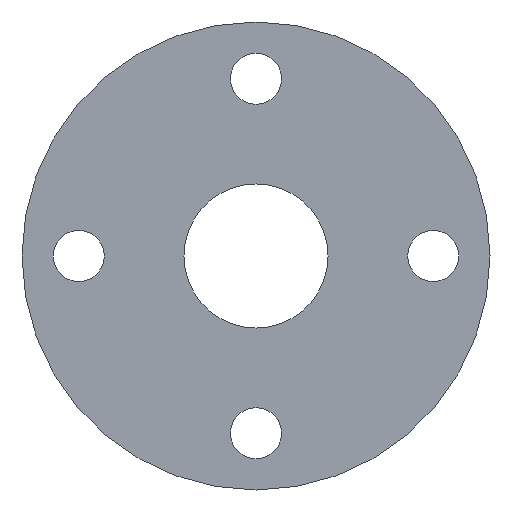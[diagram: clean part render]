
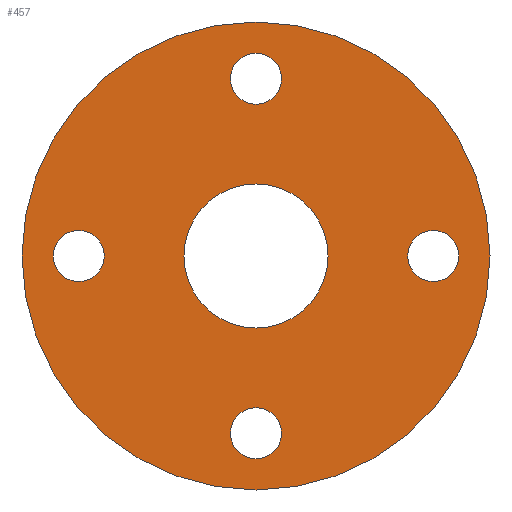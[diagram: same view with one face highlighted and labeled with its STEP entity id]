
A CAD part, front view. The second image highlights one B-rep face of the part: STEP entity #457.
In plain terms, the highlighted planar face has unit normal (0, -1, 0).
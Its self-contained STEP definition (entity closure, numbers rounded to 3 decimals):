
#2 = ORIENTED_EDGE ( 'NONE', *, *, #229, .T. ) ;
#9 = DIRECTION ( 'NONE',  ( 0., 0., -1. ) ) ;
#11 = CARTESIAN_POINT ( 'NONE',  ( 0., 0., 0. ) ) ;
#17 = DIRECTION ( 'NONE',  ( 0., 0., 1. ) ) ;
#21 = EDGE_LOOP ( 'NONE', ( #226, #533 ) ) ;
#23 = DIRECTION ( 'NONE',  ( 0., 1., 0. ) ) ;
#27 = DIRECTION ( 'NONE',  ( 0., 0., -1. ) ) ;
#51 = EDGE_CURVE ( 'NONE', #311, #522, #461, .T. ) ;
#60 = CIRCLE ( 'NONE', #436, 9. ) ;
#75 = CARTESIAN_POINT ( 'NONE',  ( -62.5, 0., -9. ) ) ;
#86 = ORIENTED_EDGE ( 'NONE', *, *, #51, .F. ) ;
#88 = CIRCLE ( 'NONE', #348, 82.5 ) ;
#89 = CARTESIAN_POINT ( 'NONE',  ( 0., 0., -53.5 ) ) ;
#90 = ORIENTED_EDGE ( 'NONE', *, *, #395, .T. ) ;
#91 = EDGE_CURVE ( 'NONE', #522, #311, #521, .T. ) ;
#93 = EDGE_CURVE ( 'NONE', #231, #319, #493, .T. ) ;
#95 = AXIS2_PLACEMENT_3D ( 'NONE', #505, #213, #251 ) ;
#106 = CARTESIAN_POINT ( 'NONE',  ( 0., 0., 25.4 ) ) ;
#112 = DIRECTION ( 'NONE',  ( 0., 0., 1. ) ) ;
#116 = AXIS2_PLACEMENT_3D ( 'NONE', #337, #415, #180 ) ;
#117 = FACE_BOUND ( 'NONE', #536, .T. ) ;
#120 = FACE_OUTER_BOUND ( 'NONE', #528, .T. ) ;
#121 = DIRECTION ( 'NONE',  ( 0., -1., 0. ) ) ;
#129 = CIRCLE ( 'NONE', #382, 9. ) ;
#130 = PLANE ( 'NONE',  #169 ) ;
#131 = VERTEX_POINT ( 'NONE', #254 ) ;
#133 = DIRECTION ( 'NONE',  ( 0., -1., 0. ) ) ;
#138 = EDGE_CURVE ( 'NONE', #131, #155, #394, .T. ) ;
#140 = CARTESIAN_POINT ( 'NONE',  ( 0., 0., 62.5 ) ) ;
#143 = CARTESIAN_POINT ( 'NONE',  ( 0., 0., 0. ) ) ;
#146 = CARTESIAN_POINT ( 'NONE',  ( -62.5, 0., 9. ) ) ;
#152 = AXIS2_PLACEMENT_3D ( 'NONE', #349, #154, #517 ) ;
#154 = DIRECTION ( 'NONE',  ( 0., 1., 0. ) ) ;
#155 = VERTEX_POINT ( 'NONE', #375 ) ;
#166 = FACE_BOUND ( 'NONE', #202, .T. ) ;
#169 = AXIS2_PLACEMENT_3D ( 'NONE', #411, #541, #498 ) ;
#170 = CARTESIAN_POINT ( 'NONE',  ( 0., 0., 62.5 ) ) ;
#177 = CARTESIAN_POINT ( 'NONE',  ( 62.5, 0., 0. ) ) ;
#180 = DIRECTION ( 'NONE',  ( 0., 0., -1. ) ) ;
#182 = DIRECTION ( 'NONE',  ( 0., 1., 0. ) ) ;
#185 = CIRCLE ( 'NONE', #116, 9. ) ;
#186 = ORIENTED_EDGE ( 'NONE', *, *, #484, .F. ) ;
#187 = CARTESIAN_POINT ( 'NONE',  ( 0., 0., -71.5 ) ) ;
#189 = EDGE_CURVE ( 'NONE', #405, #197, #185, .T. ) ;
#192 = AXIS2_PLACEMENT_3D ( 'NONE', #390, #23, #17 ) ;
#196 = CARTESIAN_POINT ( 'NONE',  ( 0., 0., -62.5 ) ) ;
#197 = VERTEX_POINT ( 'NONE', #89 ) ;
#202 = EDGE_LOOP ( 'NONE', ( #401, #186 ) ) ;
#207 = FACE_BOUND ( 'NONE', #467, .T. ) ;
#212 = AXIS2_PLACEMENT_3D ( 'NONE', #143, #501, #297 ) ;
#213 = DIRECTION ( 'NONE',  ( 0., -1., 0. ) ) ;
#218 = CARTESIAN_POINT ( 'NONE',  ( 0., 0., 82.5 ) ) ;
#219 = ORIENTED_EDGE ( 'NONE', *, *, #93, .F. ) ;
#226 = ORIENTED_EDGE ( 'NONE', *, *, #475, .F. ) ;
#229 = EDGE_CURVE ( 'NONE', #413, #460, #366, .T. ) ;
#231 = VERTEX_POINT ( 'NONE', #456 ) ;
#242 = CARTESIAN_POINT ( 'NONE',  ( -62.5, 0., 0. ) ) ;
#251 = DIRECTION ( 'NONE',  ( 0., 0., -1. ) ) ;
#254 = CARTESIAN_POINT ( 'NONE',  ( 0., 0., 71.5 ) ) ;
#264 = VERTEX_POINT ( 'NONE', #218 ) ;
#268 = EDGE_CURVE ( 'NONE', #319, #231, #60, .T. ) ;
#278 = DIRECTION ( 'NONE',  ( 0., 0., -1. ) ) ;
#285 = DIRECTION ( 'NONE',  ( 0., -1., 0. ) ) ;
#287 = DIRECTION ( 'NONE',  ( 0., 0., -1. ) ) ;
#290 = DIRECTION ( 'NONE',  ( 0., -1., 0. ) ) ;
#296 = EDGE_CURVE ( 'NONE', #504, #264, #88, .T. ) ;
#297 = DIRECTION ( 'NONE',  ( 0., 0., 1. ) ) ;
#301 = DIRECTION ( 'NONE',  ( 0., 0., -1. ) ) ;
#305 = CIRCLE ( 'NONE', #152, 82.5 ) ;
#311 = VERTEX_POINT ( 'NONE', #146 ) ;
#319 = VERTEX_POINT ( 'NONE', #478 ) ;
#328 = AXIS2_PLACEMENT_3D ( 'NONE', #496, #290, #9 ) ;
#333 = FACE_BOUND ( 'NONE', #361, .T. ) ;
#337 = CARTESIAN_POINT ( 'NONE',  ( 0., 0., -62.5 ) ) ;
#340 = DIRECTION ( 'NONE',  ( 0., -1., 0. ) ) ;
#348 = AXIS2_PLACEMENT_3D ( 'NONE', #11, #182, #112 ) ;
#349 = CARTESIAN_POINT ( 'NONE',  ( 0., 0., 0. ) ) ;
#359 = ORIENTED_EDGE ( 'NONE', *, *, #296, .F. ) ;
#361 = EDGE_LOOP ( 'NONE', ( #2, #90 ) ) ;
#365 = ORIENTED_EDGE ( 'NONE', *, *, #268, .F. ) ;
#366 = CIRCLE ( 'NONE', #212, 25.4 ) ;
#371 = AXIS2_PLACEMENT_3D ( 'NONE', #242, #121, #287 ) ;
#375 = CARTESIAN_POINT ( 'NONE',  ( 0., 0., 53.5 ) ) ;
#376 = DIRECTION ( 'NONE',  ( 0., 0., -1. ) ) ;
#382 = AXIS2_PLACEMENT_3D ( 'NONE', #196, #285, #278 ) ;
#384 = EDGE_CURVE ( 'NONE', #264, #504, #305, .T. ) ;
#390 = CARTESIAN_POINT ( 'NONE',  ( 0., 0., 0. ) ) ;
#394 = CIRCLE ( 'NONE', #421, 9. ) ;
#395 = EDGE_CURVE ( 'NONE', #460, #413, #542, .T. ) ;
#400 = DIRECTION ( 'NONE',  ( 0., -1., 0. ) ) ;
#401 = ORIENTED_EDGE ( 'NONE', *, *, #189, .F. ) ;
#405 = VERTEX_POINT ( 'NONE', #187 ) ;
#411 = CARTESIAN_POINT ( 'NONE',  ( 0., 0., 82.5 ) ) ;
#413 = VERTEX_POINT ( 'NONE', #106 ) ;
#415 = DIRECTION ( 'NONE',  ( 0., -1., 0. ) ) ;
#421 = AXIS2_PLACEMENT_3D ( 'NONE', #140, #133, #376 ) ;
#436 = AXIS2_PLACEMENT_3D ( 'NONE', #177, #340, #301 ) ;
#445 = FACE_BOUND ( 'NONE', #21, .T. ) ;
#448 = CARTESIAN_POINT ( 'NONE',  ( 0., 0., -25.4 ) ) ;
#455 = ORIENTED_EDGE ( 'NONE', *, *, #91, .F. ) ;
#456 = CARTESIAN_POINT ( 'NONE',  ( 62.5, 0., -9. ) ) ;
#457 = ADVANCED_FACE ( 'NONE', ( #207, #445, #117, #166, #333, #120 ), #130, .T. ) ;
#460 = VERTEX_POINT ( 'NONE', #448 ) ;
#461 = CIRCLE ( 'NONE', #371, 9. ) ;
#463 = CIRCLE ( 'NONE', #535, 9. ) ;
#467 = EDGE_LOOP ( 'NONE', ( #219, #365 ) ) ;
#475 = EDGE_CURVE ( 'NONE', #155, #131, #463, .T. ) ;
#478 = CARTESIAN_POINT ( 'NONE',  ( 62.5, 0., 9. ) ) ;
#484 = EDGE_CURVE ( 'NONE', #197, #405, #129, .T. ) ;
#493 = CIRCLE ( 'NONE', #95, 9. ) ;
#496 = CARTESIAN_POINT ( 'NONE',  ( -62.5, 0., 0. ) ) ;
#498 = DIRECTION ( 'NONE',  ( 0., 0., -1. ) ) ;
#501 = DIRECTION ( 'NONE',  ( 0., 1., 0. ) ) ;
#504 = VERTEX_POINT ( 'NONE', #530 ) ;
#505 = CARTESIAN_POINT ( 'NONE',  ( 62.5, 0., 0. ) ) ;
#517 = DIRECTION ( 'NONE',  ( 0., 0., 1. ) ) ;
#521 = CIRCLE ( 'NONE', #328, 9. ) ;
#522 = VERTEX_POINT ( 'NONE', #75 ) ;
#528 = EDGE_LOOP ( 'NONE', ( #531, #359 ) ) ;
#530 = CARTESIAN_POINT ( 'NONE',  ( 0., 0., -82.5 ) ) ;
#531 = ORIENTED_EDGE ( 'NONE', *, *, #384, .F. ) ;
#533 = ORIENTED_EDGE ( 'NONE', *, *, #138, .F. ) ;
#535 = AXIS2_PLACEMENT_3D ( 'NONE', #170, #400, #27 ) ;
#536 = EDGE_LOOP ( 'NONE', ( #455, #86 ) ) ;
#541 = DIRECTION ( 'NONE',  ( 0., -1., 0. ) ) ;
#542 = CIRCLE ( 'NONE', #192, 25.4 ) ;
